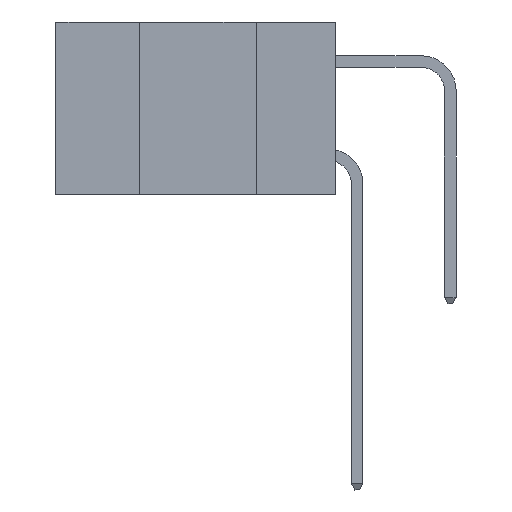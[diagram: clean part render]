
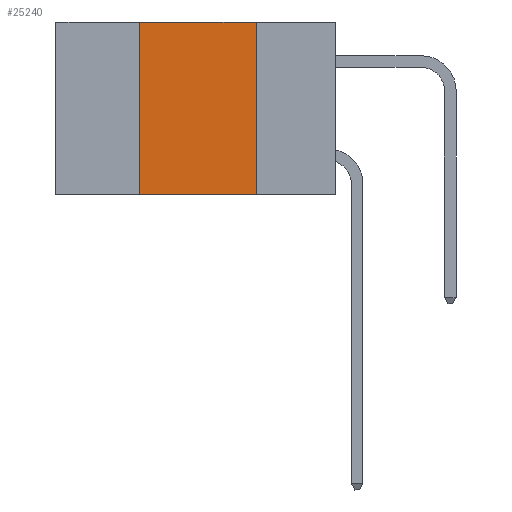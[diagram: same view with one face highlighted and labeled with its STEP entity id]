
A CAD part, left-side view. The second image highlights one B-rep face of the part: STEP entity #25240.
In plain terms, the highlighted planar face has unit normal (-1, 0, 0).
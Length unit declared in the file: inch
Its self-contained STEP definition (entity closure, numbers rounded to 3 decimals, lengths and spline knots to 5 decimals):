
#82 = VECTOR ( 'NONE', #8395, 39.37008 ) ;
#535 = LINE ( 'NONE', #4090, #9061 ) ;
#615 = DIRECTION ( 'NONE',  ( 1., 0., 0. ) ) ;
#1784 = CARTESIAN_POINT ( 'NONE',  ( 0., 0.17, 0. ) ) ;
#1900 = CARTESIAN_POINT ( 'NONE',  ( 0., 0.42, -0.37 ) ) ;
#2806 = PLANE ( 'NONE',  #9342 ) ;
#3579 = CARTESIAN_POINT ( 'NONE',  ( 0., 0.6, -0.37 ) ) ;
#4090 = CARTESIAN_POINT ( 'NONE',  ( 0., 0.6, 0. ) ) ;
#4709 = CARTESIAN_POINT ( 'NONE',  ( 0., 0.42, 0. ) ) ;
#8076 = CARTESIAN_POINT ( 'NONE',  ( 0., 0.17, -0.37 ) ) ;
#8121 = EDGE_CURVE ( 'NONE', #9917, #23228, #9603, .T. ) ;
#8395 = DIRECTION ( 'NONE',  ( 0., 0., -1. ) ) ;
#9061 = VECTOR ( 'NONE', #15115, 39.37008 ) ;
#9179 = CARTESIAN_POINT ( 'NONE',  ( 0., 0.42, 0. ) ) ;
#9342 = AXIS2_PLACEMENT_3D ( 'NONE', #22330, #615, #22709 ) ;
#9603 = LINE ( 'NONE', #26158, #82 ) ;
#9826 = VECTOR ( 'NONE', #16532, 39.37008 ) ;
#9917 = VERTEX_POINT ( 'NONE', #1784 ) ;
#12060 = FACE_OUTER_BOUND ( 'NONE', #15048, .T. ) ;
#13065 = ORIENTED_EDGE ( 'NONE', *, *, #27784, .F. ) ;
#13540 = DIRECTION ( 'NONE',  ( 0., 0., 1. ) ) ;
#15048 = EDGE_LOOP ( 'NONE', ( #23618, #13065, #21378, #27706 ) ) ;
#15115 = DIRECTION ( 'NONE',  ( 0., -1., 0. ) ) ;
#16532 = DIRECTION ( 'NONE',  ( 0., -1., 0. ) ) ;
#18793 = EDGE_CURVE ( 'NONE', #24851, #19975, #27724, .T. ) ;
#19415 = LINE ( 'NONE', #3579, #9826 ) ;
#19975 = VERTEX_POINT ( 'NONE', #4709 ) ;
#21378 = ORIENTED_EDGE ( 'NONE', *, *, #18793, .F. ) ;
#22330 = CARTESIAN_POINT ( 'NONE',  ( 0., 0.6, 0. ) ) ;
#22607 = VECTOR ( 'NONE', #13540, 39.37008 ) ;
#22709 = DIRECTION ( 'NONE',  ( 0., 0., -1. ) ) ;
#23228 = VERTEX_POINT ( 'NONE', #8076 ) ;
#23618 = ORIENTED_EDGE ( 'NONE', *, *, #8121, .F. ) ;
#24851 = VERTEX_POINT ( 'NONE', #1900 ) ;
#25240 = ADVANCED_FACE ( 'NONE', ( #12060 ), #2806, .F. ) ;
#26158 = CARTESIAN_POINT ( 'NONE',  ( 0., 0.17, 0. ) ) ;
#26480 = EDGE_CURVE ( 'NONE', #24851, #23228, #19415, .T. ) ;
#27706 = ORIENTED_EDGE ( 'NONE', *, *, #26480, .T. ) ;
#27724 = LINE ( 'NONE', #9179, #22607 ) ;
#27784 = EDGE_CURVE ( 'NONE', #19975, #9917, #535, .T. ) ;
